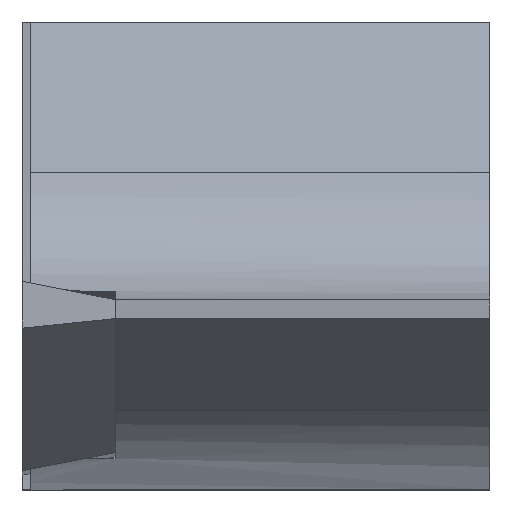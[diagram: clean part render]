
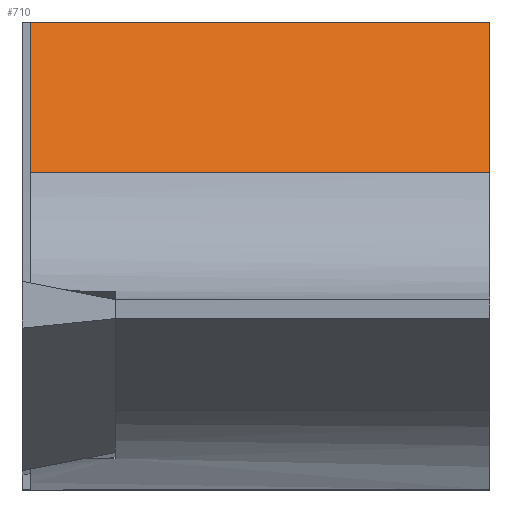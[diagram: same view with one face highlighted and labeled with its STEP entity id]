
A CAD part, left-side view. The second image highlights one B-rep face of the part: STEP entity #710.
In plain terms, the highlighted planar face has unit normal (-0.966, 0, 0.259).
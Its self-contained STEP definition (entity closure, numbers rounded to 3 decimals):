
#72 = ORIENTED_EDGE ( 'NONE', *, *, #1497, .T. ) ;
#305 = EDGE_CURVE ( 'NONE', #1663, #1244, #345, .T. ) ;
#345 = LINE ( 'NONE', #1783, #2398 ) ;
#365 = VECTOR ( 'NONE', #1114, 1000. ) ;
#394 = VECTOR ( 'NONE', #1420, 1000. ) ;
#525 = VECTOR ( 'NONE', #871, 1000. ) ;
#645 = VERTEX_POINT ( 'NONE', #2568 ) ;
#710 = ADVANCED_FACE ( 'NONE', ( #2213 ), #2451, .F. ) ;
#871 = DIRECTION ( 'NONE',  ( 0.259, 0., 0.966 ) ) ;
#885 = CARTESIAN_POINT ( 'NONE',  ( -112.867, -0.3, -5.15 ) ) ;
#1099 = CARTESIAN_POINT ( 'NONE',  ( -104.019, -16., 27.872 ) ) ;
#1114 = DIRECTION ( 'NONE',  ( -0.259, 0., -0.966 ) ) ;
#1200 = CARTESIAN_POINT ( 'NONE',  ( -111.487, -0.3, 0. ) ) ;
#1244 = VERTEX_POINT ( 'NONE', #1614 ) ;
#1257 = ORIENTED_EDGE ( 'NONE', *, *, #2150, .F. ) ;
#1287 = ORIENTED_EDGE ( 'NONE', *, *, #305, .T. ) ;
#1295 = CARTESIAN_POINT ( 'NONE',  ( -112.867, -0.3, -5.15 ) ) ;
#1420 = DIRECTION ( 'NONE',  ( 0., 1., 0. ) ) ;
#1423 = CARTESIAN_POINT ( 'NONE',  ( -111.487, -16., 0. ) ) ;
#1459 = ORIENTED_EDGE ( 'NONE', *, *, #1878, .F. ) ;
#1497 = EDGE_CURVE ( 'NONE', #645, #1782, #2452, .T. ) ;
#1614 = CARTESIAN_POINT ( 'NONE',  ( -112.867, -16., -5.15 ) ) ;
#1663 = VERTEX_POINT ( 'NONE', #1295 ) ;
#1763 = DIRECTION ( 'NONE',  ( 0., -1., 0. ) ) ;
#1782 = VERTEX_POINT ( 'NONE', #1200 ) ;
#1783 = CARTESIAN_POINT ( 'NONE',  ( -112.867, 158.789, -5.15 ) ) ;
#1878 = EDGE_CURVE ( 'NONE', #645, #1244, #2480, .T. ) ;
#1886 = EDGE_LOOP ( 'NONE', ( #1257, #1287, #1459, #72 ) ) ;
#2150 = EDGE_CURVE ( 'NONE', #1663, #1782, #2176, .T. ) ;
#2176 = LINE ( 'NONE', #885, #525 ) ;
#2213 = FACE_OUTER_BOUND ( 'NONE', #1886, .T. ) ;
#2398 = VECTOR ( 'NONE', #1763, 1000. ) ;
#2441 = DIRECTION ( 'NONE',  ( -0.259, 0., -0.966 ) ) ;
#2443 = DIRECTION ( 'NONE',  ( 0.966, 0., -0.259 ) ) ;
#2450 = CARTESIAN_POINT ( 'NONE',  ( -112.867, 158.789, -5.15 ) ) ;
#2451 = PLANE ( 'NONE',  #2500 ) ;
#2452 = LINE ( 'NONE', #1423, #394 ) ;
#2480 = LINE ( 'NONE', #1099, #365 ) ;
#2500 = AXIS2_PLACEMENT_3D ( 'NONE', #2450, #2443, #2441 ) ;
#2568 = CARTESIAN_POINT ( 'NONE',  ( -111.487, -16., 0. ) ) ;
